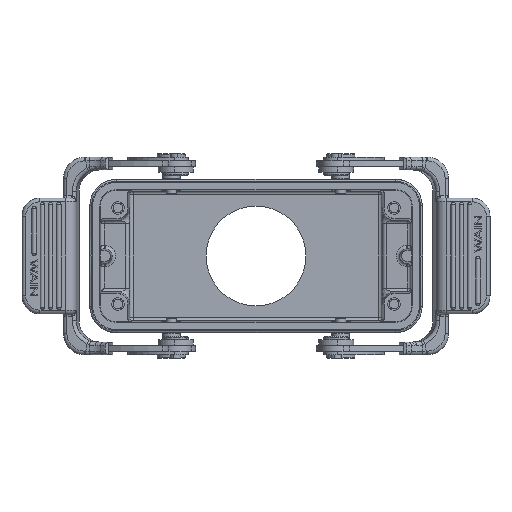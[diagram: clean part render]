
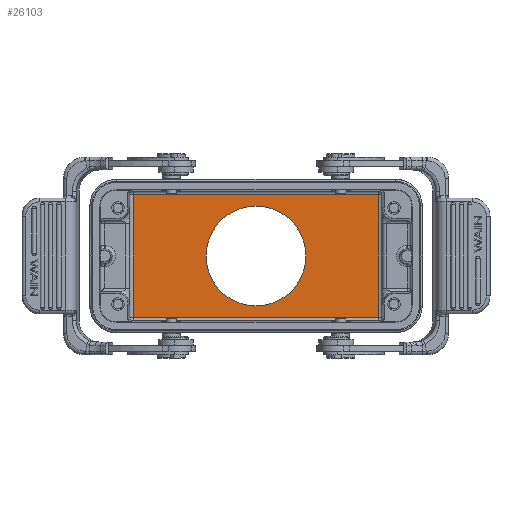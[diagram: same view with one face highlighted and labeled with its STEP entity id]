
A CAD part, front view. The second image highlights one B-rep face of the part: STEP entity #26103.
In plain terms, the highlighted planar face has unit normal (0, -1, 0).
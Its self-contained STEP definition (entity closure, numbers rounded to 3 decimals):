
#1265=CARTESIAN_POINT('',(0.,43.,0.));
#1266=DIRECTION('',(0.,-1.,0.));
#1267=DIRECTION('',(-1.,0.,0.));
#1268=AXIS2_PLACEMENT_3D('',#1265,#1266,#1267);
#1270=CARTESIAN_POINT('',(0.,43.,0.));
#1271=DIRECTION('',(0.,-1.,0.));
#1272=DIRECTION('',(1.,0.,0.));
#1273=AXIS2_PLACEMENT_3D('',#1270,#1271,#1272);
#1279=DIRECTION('',(-1.,0.,0.));
#1280=VECTOR('',#1279,68.89);
#1281=CARTESIAN_POINT('',(34.445,43.,17.222));
#1282=LINE('',#1281,#1280);
#1356=DIRECTION('',(0.,0.,-1.));
#1357=VECTOR('',#1356,34.445);
#1358=CARTESIAN_POINT('',(-34.445,43.,17.222));
#1359=LINE('',#1358,#1357);
#1379=DIRECTION('',(1.,0.,0.));
#1380=VECTOR('',#1379,68.89);
#1381=CARTESIAN_POINT('',(-34.445,43.,-17.222));
#1382=LINE('',#1381,#1380);
#1406=DIRECTION('',(0.,0.,1.));
#1407=VECTOR('',#1406,34.445);
#1408=CARTESIAN_POINT('',(34.445,43.,-17.222));
#1409=LINE('',#1408,#1407);
#20155=CARTESIAN_POINT('',(14.,43.,0.));
#20156=VERTEX_POINT('',#20155);
#20157=CARTESIAN_POINT('',(-14.,43.,0.));
#20158=VERTEX_POINT('',#20157);
#20159=CARTESIAN_POINT('',(34.445,43.,17.222));
#20160=CARTESIAN_POINT('',(-34.445,43.,17.222));
#20161=VERTEX_POINT('',#20159);
#20162=VERTEX_POINT('',#20160);
#20163=CARTESIAN_POINT('',(34.445,43.,-17.222));
#20164=VERTEX_POINT('',#20163);
#20165=CARTESIAN_POINT('',(-34.445,43.,-17.222));
#20166=VERTEX_POINT('',#20165);
#26084=CARTESIAN_POINT('',(45.5,43.,-21.5));
#26085=DIRECTION('',(0.,1.,0.));
#26086=DIRECTION('',(1.,0.,0.));
#26087=AXIS2_PLACEMENT_3D('',#26084,#26085,#26086);
#26088=PLANE('',#26087);
#26090=ORIENTED_EDGE('',*,*,#26089,.F.);
#26092=ORIENTED_EDGE('',*,*,#26091,.F.);
#26094=ORIENTED_EDGE('',*,*,#26093,.F.);
#26096=ORIENTED_EDGE('',*,*,#26095,.F.);
#26097=EDGE_LOOP('',(#26090,#26092,#26094,#26096));
#26098=FACE_OUTER_BOUND('',#26097,.F.);
#26099=ORIENTED_EDGE('',*,*,#26064,.T.);
#26100=ORIENTED_EDGE('',*,*,#26078,.T.);
#26101=EDGE_LOOP('',(#26099,#26100));
#26102=FACE_BOUND('',#26101,.F.);
#26103=ADVANCED_FACE('',(#26098,#26102),#26088,.F.);
#1269=CIRCLE('',#1268,14.);
#1274=CIRCLE('',#1273,14.);
#26064=EDGE_CURVE('',#20158,#20156,#1269,.T.);
#26078=EDGE_CURVE('',#20156,#20158,#1274,.T.);
#26089=EDGE_CURVE('',#20161,#20162,#1282,.T.);
#26091=EDGE_CURVE('',#20164,#20161,#1409,.T.);
#26093=EDGE_CURVE('',#20166,#20164,#1382,.T.);
#26095=EDGE_CURVE('',#20162,#20166,#1359,.T.);
